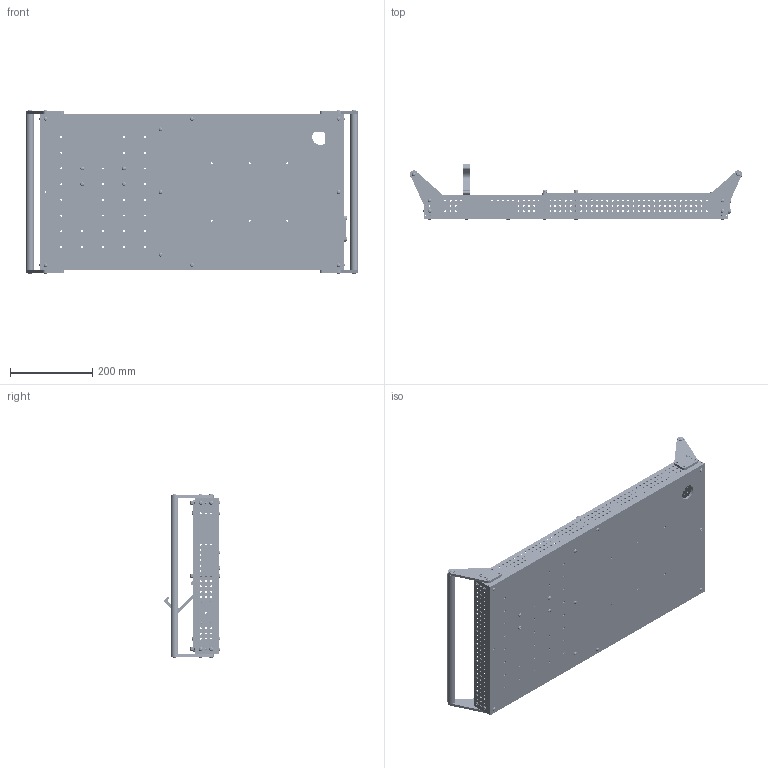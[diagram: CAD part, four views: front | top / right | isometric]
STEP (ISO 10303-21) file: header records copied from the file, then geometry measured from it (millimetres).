
FILE_DESCRIPTION(/* description */ ('STEP AP242 Edition 2','CAx-IF Rec.Pracs.---Representation and Presentation of Product Manufacturing Information (PMI)---4.0---2014-10-13','CAx-IF Rec.Pracs.---3D Tessellated Geometry---0.4---2014-09-14','2;1','CAx-IF Rec.Pracs.---User Defined Attributes---1.5---2016-08-15'),/* implementation_level */ '2;1');
FILE_NAME(/* name */ '69293562a7651f8acf6002ad',/* time_stamp */ '2025-11-28T05:38:43Z',/* author */ (''),/* organization */ (''),/* preprocessor_version */ 'ST-DEVELOPER v20',/* originating_system */ 'ONSHAPE BY PTC INC, 1.207',/* authorisation */ ' ');
FILE_SCHEMA (('AP242_MANAGED_MODEL_BASED_3D_ENGINEERING_MIM_LF { 1 0 10303 442 3 1 4 }'));
Length unit declared in the file: metre
Products named in the file (25): Full Assembly; #10-32 x 1/2" L BHCS (Steel, Black Oxide); #10-32 x 1-1/4" L BHCS (Steel, Black Oxide); Coupler Holder; #10-32 Nylon-Insert Locknut; #10-32 x 1-1/2" L BHCS (Steel, Black Oxide); Tube 2"x1"x15"; #10-32 x 0.25" L Shaft End Screw (Steel, Black Oxide); Tube 2"x1"x13"; 0.625" ID x 0.75" OD Aluminum Round Tube (15" L); Tube Plug; Controller Holder; #10-32 x 3/4" L BHCS (Steel, Black Oxide); Coupler; #10-32 x 2-3/4" L BHCS (Steel, Black Oxide); Holder Wing; Laptop Holder Reinforce; Shaft End Screw (WCP) <1>; Tube 2"x1"x27"; Bolted Box; Friction-Fit Box; Laptop Holder; Bottom PLate
Assembly tree (88 placements, depth 3):
  Full Assembly
    #10-32 x 1/2" L BHCS (Steel, Black Oxide)  x22
    #10-32 x 1-1/4" L BHCS (Steel, Black Oxide)  x8
    Coupler Holder
    #10-32 Nylon-Insert Locknut  x12
    #10-32 x 1-1/2" L BHCS (Steel, Black Oxide)  x4
    Tube 2"x1"x15"
    #10-32 x 0.25" L Shaft End Screw (Steel, Black Oxide)  x3
    Tube 2"x1"x13"
    0.625" ID x 0.75" OD Aluminum Round Tube (15" L)  x2
    Tube Plug  x10
    Controller Holder
    #10-32 x 3/4" L BHCS (Steel, Black Oxide)  x4
    Coupler
    #10-32 x 2-3/4" L BHCS (Steel, Black Oxide)  x4
    Holder Wing  x4
    Laptop Holder Reinforce
    Shaft End Screw (WCP) <1>
      #10-32 x 0.25" L Shaft End Screw (Steel, Black Oxide)
    Tube 2"x1"x27"
    Bolted Box
    Tube 2"x1"x15"
    Friction-Fit Box
    Laptop Holder
    Bottom PLate
    Tube 2"x1"x27"
Bounding box: 806.45 x 136.36 x 399.69 mm (x, y, z)
Volume: 3474064 mm3; surface area: 1971029 mm2
Topology: 87 solids, 87 shells, 3162 faces, 8563 edges, 5646 vertices
Faces by surface type: cylinder 1999, plane 891, cone 214, sphere 46, torus 12
Full cylindrical faces by diameter (mm): 4.039 x122, 4.826 x46, 4.978 x1587, 5.816 x12, 9.169 x42, 15.875 x2, 15.88 x4, 19.05 x2, 31.75 x1, 38.1 x1
Entity records: 66361 total; most frequent: DIRECTION 11602, CARTESIAN_POINT 10064, ORIENTED_EDGE 8172, EDGE_LOOP 6798, FACE_BOUND 6798, AXIS2_PLACEMENT_3D 5488, EDGE_CURVE 4086, VERTEX_POINT 3784
